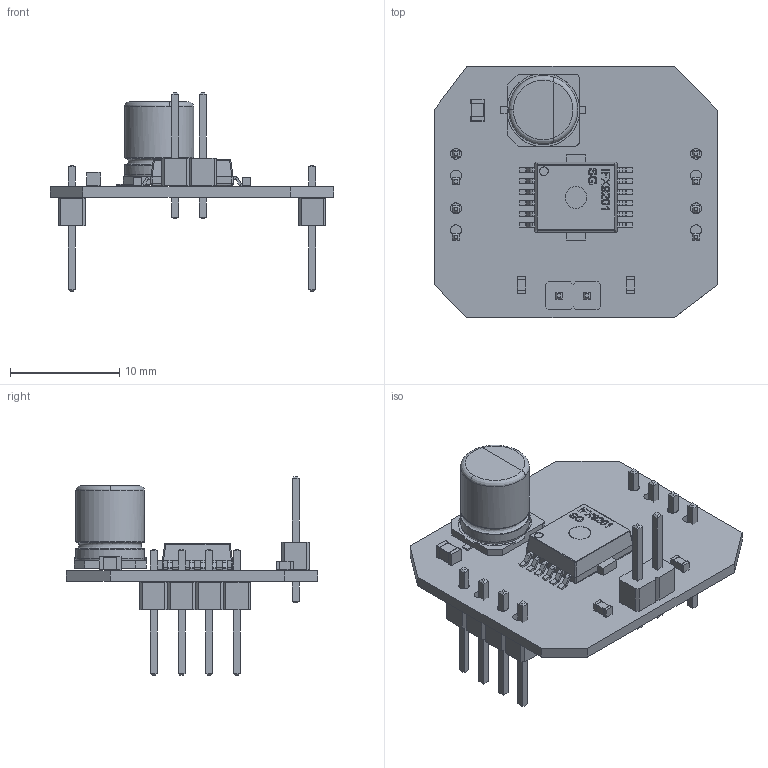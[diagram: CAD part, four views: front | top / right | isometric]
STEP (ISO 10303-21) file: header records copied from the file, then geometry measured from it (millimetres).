
FILE_DESCRIPTION(('KiCad electronic assembly'),'2;1');
FILE_NAME('BUCKY_MOTOR_DRIVER.step','2023-01-25T22:55:35',('Pcbnew'),( 'Kicad'),'Open CASCADE STEP processor 7.5','KiCad to STEP converter' ,'Unknown');
FILE_SCHEMA(('AUTOMOTIVE_DESIGN { 1 0 10303 214 1 1 1 1 }'));
Length unit declared in the file: millimetre
Products named in the file (14): BUCKY_MOTOR_DRIVER 1; C_0603_1608Metric; SOLID; CP_Elec_6.3x7.7; PinHeader_1x02_P2.54mm_Vertical; C_0805_2012Metric; Infineon_PG-DSO-12-11; PinHeader_1x04_P2.54mm_Vertical; _autosave-BUCKY_MOTOR_DRIVER PCB
Assembly tree (15 placements, depth 3):
  BUCKY_MOTOR_DRIVER 1
    C_0603_1608Metric  x2
      SOLID
    CP_Elec_6.3x7.7
      SOLID
    PinHeader_1x02_P2.54mm_Vertical
      SOLID
    C_0805_2012Metric
      SOLID
    Infineon_PG-DSO-12-11
      SOLID
    PinHeader_1x04_P2.54mm_Vertical  x2
      SOLID
    _autosave-BUCKY_MOTOR_DRIVER PCB
Bounding box: 26 x 23 x 18.18 mm (x, y, z)
Volume: 1123.8 mm3; surface area: 2257.9 mm2
Topology: 9 solids, 9 shells, 832 faces, 1992 edges, 1215 vertices
Faces by surface type: bspline 812, plane 10, cylinder 10
Full cylindrical faces by diameter (mm): 1 x10
Entity records: 45691 total; most frequent: CARTESIAN_POINT 21092, B_SPLINE_CURVE_WITH_KNOTS 4462, ORIENTED_EDGE 3356, PCURVE 3356, DEFINITIONAL_REPRESENTATION 3356, EDGE_CURVE 1678, SURFACE_CURVE 1662, VERTEX_POINT 1019
